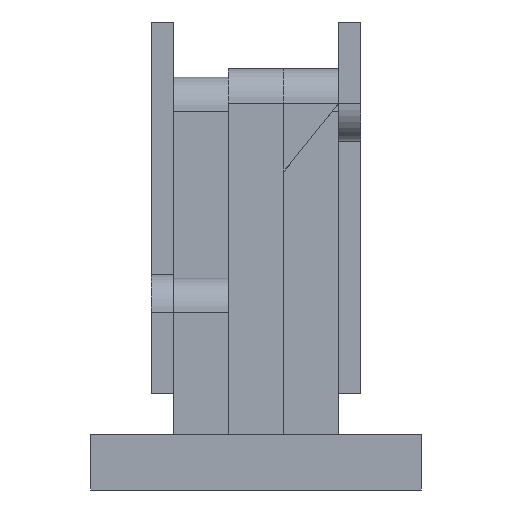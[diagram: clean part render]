
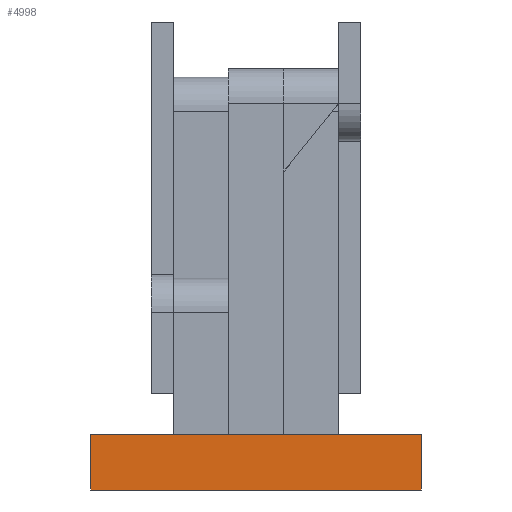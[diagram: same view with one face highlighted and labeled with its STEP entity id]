
A CAD part, left-side view. The second image highlights one B-rep face of the part: STEP entity #4998.
In plain terms, the highlighted planar face has unit normal (-1, 0, 0).
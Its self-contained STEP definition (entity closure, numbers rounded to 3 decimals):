
#3021 = PLANE('',#3022);
#3022 = AXIS2_PLACEMENT_3D('',#3023,#3024,#3025);
#3023 = CARTESIAN_POINT('',(1.143,0.,4.));
#3024 = DIRECTION('',(0.,0.,1.));
#3025 = DIRECTION('',(1.,0.,0.));
#3131 = PLANE('',#3132);
#3132 = AXIS2_PLACEMENT_3D('',#3133,#3134,#3135);
#3133 = CARTESIAN_POINT('',(1.143,0.,0.));
#3134 = DIRECTION('',(0.,0.,1.));
#3135 = DIRECTION('',(1.,0.,0.));
#3409 = VERTEX_POINT('',#3410);
#3410 = CARTESIAN_POINT('',(-26.,12.,0.));
#3424 = PLANE('',#3425);
#3425 = AXIS2_PLACEMENT_3D('',#3426,#3427,#3428);
#3426 = CARTESIAN_POINT('',(-26.,12.,0.));
#3427 = DIRECTION('',(0.,1.,0.));
#3428 = DIRECTION('',(1.,0.,0.));
#3436 = EDGE_CURVE('',#3409,#3437,#3439,.T.);
#3437 = VERTEX_POINT('',#3438);
#3438 = CARTESIAN_POINT('',(-26.,-12.,0.));
#3439 = SURFACE_CURVE('',#3440,(#3444,#3451),.PCURVE_S1.);
#3440 = LINE('',#3441,#3442);
#3441 = CARTESIAN_POINT('',(-26.,12.,0.));
#3442 = VECTOR('',#3443,1.);
#3443 = DIRECTION('',(0.,-1.,0.));
#3444 = PCURVE('',#3131,#3445);
#3445 = DEFINITIONAL_REPRESENTATION('',(#3446),#3450);
#3446 = LINE('',#3447,#3448);
#3447 = CARTESIAN_POINT('',(-27.143,12.));
#3448 = VECTOR('',#3449,1.);
#3449 = DIRECTION('',(0.,-1.));
#3450 = ( GEOMETRIC_REPRESENTATION_CONTEXT(2) 
PARAMETRIC_REPRESENTATION_CONTEXT() REPRESENTATION_CONTEXT('2D SPACE',''
  ) );
#3451 = PCURVE('',#3452,#3457);
#3452 = PLANE('',#3453);
#3453 = AXIS2_PLACEMENT_3D('',#3454,#3455,#3456);
#3454 = CARTESIAN_POINT('',(-26.,12.,0.));
#3455 = DIRECTION('',(1.,0.,0.));
#3456 = DIRECTION('',(0.,-1.,0.));
#3457 = DEFINITIONAL_REPRESENTATION('',(#3458),#3462);
#3458 = LINE('',#3459,#3460);
#3459 = CARTESIAN_POINT('',(0.,0.));
#3460 = VECTOR('',#3461,1.);
#3461 = DIRECTION('',(1.,0.));
#3462 = ( GEOMETRIC_REPRESENTATION_CONTEXT(2) 
PARAMETRIC_REPRESENTATION_CONTEXT() REPRESENTATION_CONTEXT('2D SPACE',''
  ) );
#3480 = PLANE('',#3481);
#3481 = AXIS2_PLACEMENT_3D('',#3482,#3483,#3484);
#3482 = CARTESIAN_POINT('',(9.,-12.,0.));
#3483 = DIRECTION('',(0.,-1.,0.));
#3484 = DIRECTION('',(-1.,0.,0.));
#3774 = VERTEX_POINT('',#3775);
#3775 = CARTESIAN_POINT('',(-26.,-2.,4.));
#3789 = PLANE('',#3790);
#3790 = AXIS2_PLACEMENT_3D('',#3791,#3792,#3793);
#3791 = CARTESIAN_POINT('',(-28.15,-2.,4.));
#3792 = DIRECTION('',(0.,0.,-1.));
#3793 = DIRECTION('',(1.,0.,0.));
#3801 = EDGE_CURVE('',#3774,#3802,#3804,.T.);
#3802 = VERTEX_POINT('',#3803);
#3803 = CARTESIAN_POINT('',(-26.,-12.,4.));
#3804 = SURFACE_CURVE('',#3805,(#3809,#3816),.PCURVE_S1.);
#3805 = LINE('',#3806,#3807);
#3806 = CARTESIAN_POINT('',(-26.,12.,4.));
#3807 = VECTOR('',#3808,1.);
#3808 = DIRECTION('',(0.,-1.,0.));
#3809 = PCURVE('',#3021,#3810);
#3810 = DEFINITIONAL_REPRESENTATION('',(#3811),#3815);
#3811 = LINE('',#3812,#3813);
#3812 = CARTESIAN_POINT('',(-27.143,12.));
#3813 = VECTOR('',#3814,1.);
#3814 = DIRECTION('',(0.,-1.));
#3815 = ( GEOMETRIC_REPRESENTATION_CONTEXT(2) 
PARAMETRIC_REPRESENTATION_CONTEXT() REPRESENTATION_CONTEXT('2D SPACE',''
  ) );
#3816 = PCURVE('',#3452,#3817);
#3817 = DEFINITIONAL_REPRESENTATION('',(#3818),#3822);
#3818 = LINE('',#3819,#3820);
#3819 = CARTESIAN_POINT('',(0.,-4.));
#3820 = VECTOR('',#3821,1.);
#3821 = DIRECTION('',(1.,0.));
#3822 = ( GEOMETRIC_REPRESENTATION_CONTEXT(2) 
PARAMETRIC_REPRESENTATION_CONTEXT() REPRESENTATION_CONTEXT('2D SPACE',''
  ) );
#4307 = PLANE('',#4308);
#4308 = AXIS2_PLACEMENT_3D('',#4309,#4310,#4311);
#4309 = CARTESIAN_POINT('',(1.143,0.,4.));
#4310 = DIRECTION('',(0.,0.,1.));
#4311 = DIRECTION('',(1.,0.,0.));
#4855 = EDGE_CURVE('',#3437,#3802,#4856,.T.);
#4856 = SURFACE_CURVE('',#4857,(#4861,#4868),.PCURVE_S1.);
#4857 = LINE('',#4858,#4859);
#4858 = CARTESIAN_POINT('',(-26.,-12.,0.));
#4859 = VECTOR('',#4860,1.);
#4860 = DIRECTION('',(0.,0.,1.));
#4861 = PCURVE('',#3480,#4862);
#4862 = DEFINITIONAL_REPRESENTATION('',(#4863),#4867);
#4863 = LINE('',#4864,#4865);
#4864 = CARTESIAN_POINT('',(35.,0.));
#4865 = VECTOR('',#4866,1.);
#4866 = DIRECTION('',(0.,-1.));
#4867 = ( GEOMETRIC_REPRESENTATION_CONTEXT(2) 
PARAMETRIC_REPRESENTATION_CONTEXT() REPRESENTATION_CONTEXT('2D SPACE',''
  ) );
#4868 = PCURVE('',#3452,#4869);
#4869 = DEFINITIONAL_REPRESENTATION('',(#4870),#4874);
#4870 = LINE('',#4871,#4872);
#4871 = CARTESIAN_POINT('',(24.,0.));
#4872 = VECTOR('',#4873,1.);
#4873 = DIRECTION('',(0.,-1.));
#4874 = ( GEOMETRIC_REPRESENTATION_CONTEXT(2) 
PARAMETRIC_REPRESENTATION_CONTEXT() REPRESENTATION_CONTEXT('2D SPACE',''
  ) );
#4880 = EDGE_CURVE('',#3409,#4881,#4883,.T.);
#4881 = VERTEX_POINT('',#4882);
#4882 = CARTESIAN_POINT('',(-26.,12.,4.));
#4883 = SURFACE_CURVE('',#4884,(#4888,#4895),.PCURVE_S1.);
#4884 = LINE('',#4885,#4886);
#4885 = CARTESIAN_POINT('',(-26.,12.,0.));
#4886 = VECTOR('',#4887,1.);
#4887 = DIRECTION('',(0.,0.,1.));
#4888 = PCURVE('',#3424,#4889);
#4889 = DEFINITIONAL_REPRESENTATION('',(#4890),#4894);
#4890 = LINE('',#4891,#4892);
#4891 = CARTESIAN_POINT('',(0.,0.));
#4892 = VECTOR('',#4893,1.);
#4893 = DIRECTION('',(0.,-1.));
#4894 = ( GEOMETRIC_REPRESENTATION_CONTEXT(2) 
PARAMETRIC_REPRESENTATION_CONTEXT() REPRESENTATION_CONTEXT('2D SPACE',''
  ) );
#4895 = PCURVE('',#3452,#4896);
#4896 = DEFINITIONAL_REPRESENTATION('',(#4897),#4901);
#4897 = LINE('',#4898,#4899);
#4898 = CARTESIAN_POINT('',(0.,0.));
#4899 = VECTOR('',#4900,1.);
#4900 = DIRECTION('',(0.,-1.));
#4901 = ( GEOMETRIC_REPRESENTATION_CONTEXT(2) 
PARAMETRIC_REPRESENTATION_CONTEXT() REPRESENTATION_CONTEXT('2D SPACE',''
  ) );
#4998 = ADVANCED_FACE('',(#4999),#3452,.F.);
#4999 = FACE_BOUND('',#5000,.F.);
#5000 = EDGE_LOOP('',(#5001,#5002,#5025,#5046,#5047,#5048));
#5001 = ORIENTED_EDGE('',*,*,#4880,.T.);
#5002 = ORIENTED_EDGE('',*,*,#5003,.T.);
#5003 = EDGE_CURVE('',#4881,#5004,#5006,.T.);
#5004 = VERTEX_POINT('',#5005);
#5005 = CARTESIAN_POINT('',(-26.,2.,4.));
#5006 = SURFACE_CURVE('',#5007,(#5011,#5018),.PCURVE_S1.);
#5007 = LINE('',#5008,#5009);
#5008 = CARTESIAN_POINT('',(-26.,12.,4.));
#5009 = VECTOR('',#5010,1.);
#5010 = DIRECTION('',(0.,-1.,0.));
#5011 = PCURVE('',#3452,#5012);
#5012 = DEFINITIONAL_REPRESENTATION('',(#5013),#5017);
#5013 = LINE('',#5014,#5015);
#5014 = CARTESIAN_POINT('',(0.,-4.));
#5015 = VECTOR('',#5016,1.);
#5016 = DIRECTION('',(1.,0.));
#5017 = ( GEOMETRIC_REPRESENTATION_CONTEXT(2) 
PARAMETRIC_REPRESENTATION_CONTEXT() REPRESENTATION_CONTEXT('2D SPACE',''
  ) );
#5018 = PCURVE('',#4307,#5019);
#5019 = DEFINITIONAL_REPRESENTATION('',(#5020),#5024);
#5020 = LINE('',#5021,#5022);
#5021 = CARTESIAN_POINT('',(-27.143,12.));
#5022 = VECTOR('',#5023,1.);
#5023 = DIRECTION('',(0.,-1.));
#5024 = ( GEOMETRIC_REPRESENTATION_CONTEXT(2) 
PARAMETRIC_REPRESENTATION_CONTEXT() REPRESENTATION_CONTEXT('2D SPACE',''
  ) );
#5025 = ORIENTED_EDGE('',*,*,#5026,.F.);
#5026 = EDGE_CURVE('',#3774,#5004,#5027,.T.);
#5027 = SURFACE_CURVE('',#5028,(#5032,#5039),.PCURVE_S1.);
#5028 = LINE('',#5029,#5030);
#5029 = CARTESIAN_POINT('',(-26.,-2.,4.));
#5030 = VECTOR('',#5031,1.);
#5031 = DIRECTION('',(0.,1.,0.));
#5032 = PCURVE('',#3452,#5033);
#5033 = DEFINITIONAL_REPRESENTATION('',(#5034),#5038);
#5034 = LINE('',#5035,#5036);
#5035 = CARTESIAN_POINT('',(14.,-4.));
#5036 = VECTOR('',#5037,1.);
#5037 = DIRECTION('',(-1.,0.));
#5038 = ( GEOMETRIC_REPRESENTATION_CONTEXT(2) 
PARAMETRIC_REPRESENTATION_CONTEXT() REPRESENTATION_CONTEXT('2D SPACE',''
  ) );
#5039 = PCURVE('',#3789,#5040);
#5040 = DEFINITIONAL_REPRESENTATION('',(#5041),#5045);
#5041 = LINE('',#5042,#5043);
#5042 = CARTESIAN_POINT('',(2.15,0.));
#5043 = VECTOR('',#5044,1.);
#5044 = DIRECTION('',(0.,-1.));
#5045 = ( GEOMETRIC_REPRESENTATION_CONTEXT(2) 
PARAMETRIC_REPRESENTATION_CONTEXT() REPRESENTATION_CONTEXT('2D SPACE',''
  ) );
#5046 = ORIENTED_EDGE('',*,*,#3801,.T.);
#5047 = ORIENTED_EDGE('',*,*,#4855,.F.);
#5048 = ORIENTED_EDGE('',*,*,#3436,.F.);
